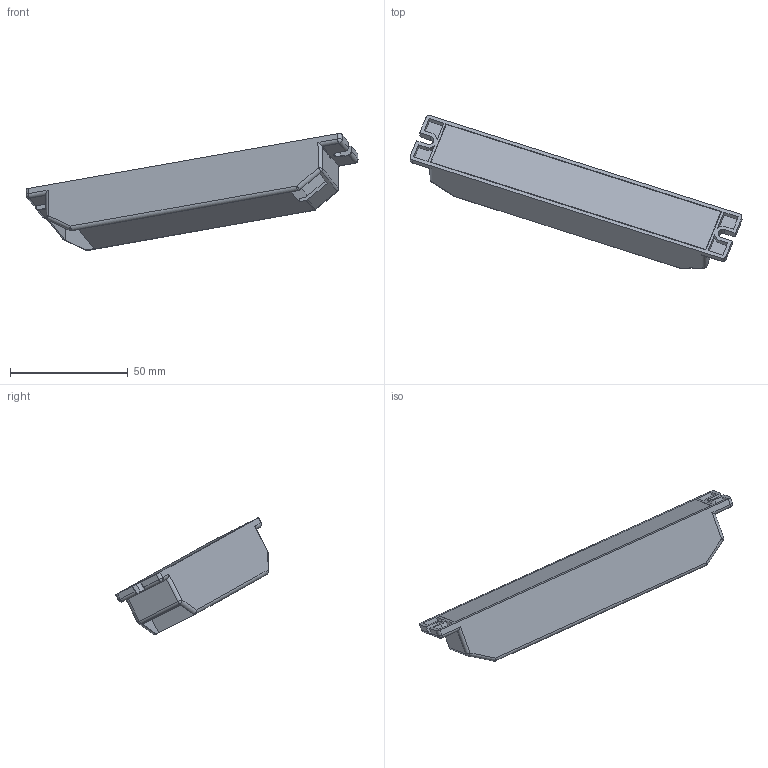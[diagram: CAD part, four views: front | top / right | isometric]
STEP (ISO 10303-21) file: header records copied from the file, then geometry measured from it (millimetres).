
FILE_DESCRIPTION(('Creo Elements/Direct Modeling STEP Export'),'2;1');
FILE_NAME('LP_Gehäuse_Blackbox_1170801300.stp','2015-05-08T10:16:08',(''),(''),'Creo Elements/Direct Modeling STEP processor for AP214 (Solid Model)','Creo Elements/Direct Modeling 18.1C 24-Feb-2013 (C) Parametric Technology GmbH','');
FILE_SCHEMA(('AUTOMOTIVE_DESIGN { 1 0 10303 214 1 1 1 1 }'));
Length unit declared in the file: millimetre
Products named in the file (2): LP_Gehäuse_Blackbox
Assembly tree (1 placements, depth 2):
  LP_Gehäuse_Blackbox
    LP_Gehäuse_Blackbox
Bounding box: 141.25 x 65.17 x 49.73 mm (x, y, z)
Volume: 29225.1 mm3; surface area: 23722 mm2
Topology: 1 solids, 1 shells, 129 faces, 339 edges, 199 vertices
Faces by surface type: plane 69, cylinder 42, sphere 12, torus 6
Entity records: 3811 total; most frequent: DIRECTION 657, ORIENTED_EDGE 654, CARTESIAN_POINT 644, EDGE_CURVE 327, VECTOR 233, LINE 233, AXIS2_PLACEMENT_3D 212, VERTEX_POINT 199
